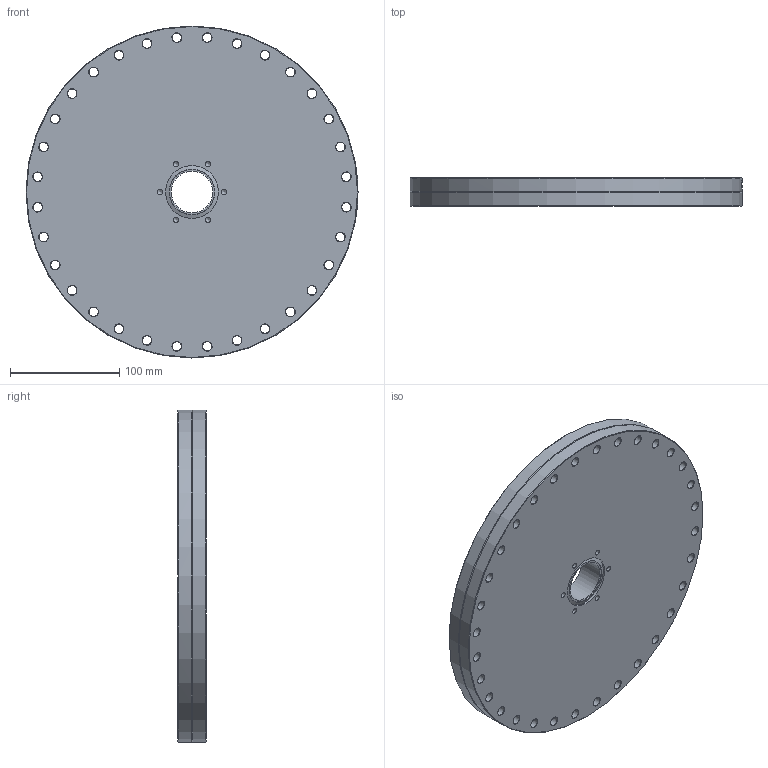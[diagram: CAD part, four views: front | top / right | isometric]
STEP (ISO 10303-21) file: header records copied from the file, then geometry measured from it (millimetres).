
FILE_DESCRIPTION(/* description */ (''),/* implementation_level */ '2;1');
FILE_NAME(/* name */ 'FL-Z250-40.stp',/* time_stamp */ '2018-10-09T14:29:27+01:00',/* author */ ('paul'),/* organization */ (''),/* preprocessor_version */ 'ST-DEVELOPER v17.2',/* originating_system */ 'Autodesk Inventor 2019',/* authorisation */ '');
FILE_SCHEMA (('AUTOMOTIVE_DESIGN { 1 0 10303 214 3 1 1 }'));
Length unit declared in the file: millimetre
Products named in the file (1): FL-Z250-40
Bounding box: 304 x 25.9 x 304 mm (x, y, z)
Volume: 1734249.9 mm3; surface area: 191765.1 mm2
Topology: 1 solids, 1 shells, 219 faces, 608 edges, 399 vertices
Faces by surface type: cone 77, cylinder 53, bspline 53, plane 35, torus 1
Full cylindrical faces by diameter (mm): 4.917 x6, 8.4 x32, 38.1 x1, 48.26 x1, 273.1 x1, 304 x2
Entity records: 19833 total; most frequent: CARTESIAN_POINT 14292, ORIENTED_EDGE 1204, DIRECTION 1029, EDGE_CURVE 602, AXIS2_PLACEMENT_3D 405, VERTEX_POINT 399, EDGE_LOOP 299, CIRCLE 238
